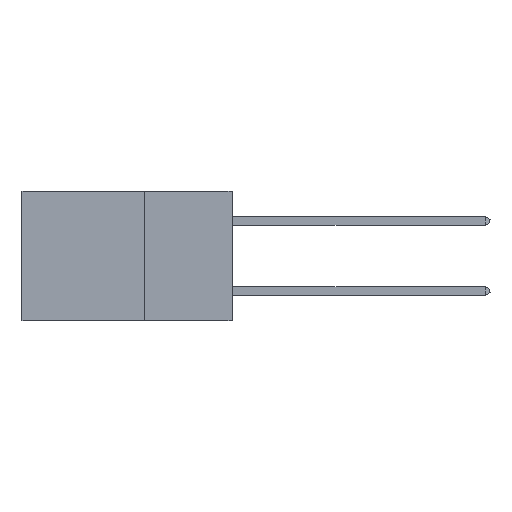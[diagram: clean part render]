
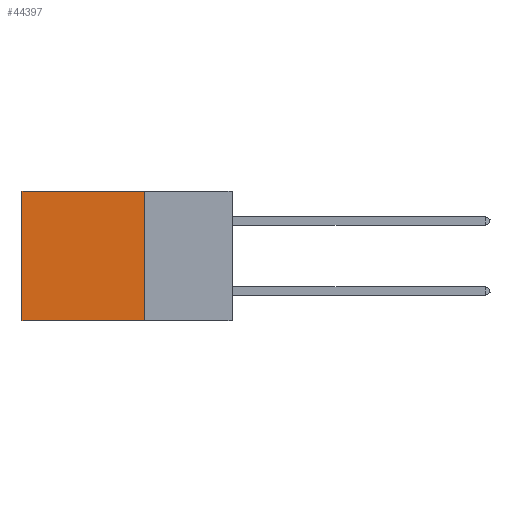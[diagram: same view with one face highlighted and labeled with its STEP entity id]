
A CAD part, left-side view. The second image highlights one B-rep face of the part: STEP entity #44397.
In plain terms, the highlighted planar face has unit normal (-1, 0, 0).
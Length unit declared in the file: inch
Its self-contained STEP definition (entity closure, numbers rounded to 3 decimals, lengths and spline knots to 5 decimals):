
#1385 = ORIENTED_EDGE ( 'NONE', *, *, #28239, .F. ) ;
#2339 = VERTEX_POINT ( 'NONE', #11335 ) ;
#2452 = CARTESIAN_POINT ( 'NONE',  ( 0.2875, 0.25, 0. ) ) ;
#4300 = ORIENTED_EDGE ( 'NONE', *, *, #22450, .T. ) ;
#4379 = VERTEX_POINT ( 'NONE', #6048 ) ;
#5911 = PLANE ( 'NONE',  #9376 ) ;
#6048 = CARTESIAN_POINT ( 'NONE',  ( 0.2875, 0.25, 0. ) ) ;
#7305 = LINE ( 'NONE', #25290, #34231 ) ;
#9376 = AXIS2_PLACEMENT_3D ( 'NONE', #2452, #27688, #17199 ) ;
#10971 = EDGE_CURVE ( 'NONE', #42690, #18012, #41380, .T. ) ;
#11335 = CARTESIAN_POINT ( 'NONE',  ( 0.2875, 0.25, -0.37 ) ) ;
#12741 = VECTOR ( 'NONE', #43370, 39.37008 ) ;
#13897 = EDGE_LOOP ( 'NONE', ( #38012, #23277, #1385, #4300 ) ) ;
#14447 = LINE ( 'NONE', #23893, #46430 ) ;
#14468 = DIRECTION ( 'NONE',  ( 0., 0., -1. ) ) ;
#15598 = VECTOR ( 'NONE', #32081, 39.37008 ) ;
#17199 = DIRECTION ( 'NONE',  ( 0., 0., -1. ) ) ;
#18012 = VERTEX_POINT ( 'NONE', #36462 ) ;
#22450 = EDGE_CURVE ( 'NONE', #4379, #42690, #32432, .T. ) ;
#23277 = ORIENTED_EDGE ( 'NONE', *, *, #33012, .F. ) ;
#23893 = CARTESIAN_POINT ( 'NONE',  ( 0.2875, 0.25, -0.37 ) ) ;
#25290 = CARTESIAN_POINT ( 'NONE',  ( 0.2875, 0.25, 0. ) ) ;
#27688 = DIRECTION ( 'NONE',  ( 1., 0., 0. ) ) ;
#28239 = EDGE_CURVE ( 'NONE', #4379, #2339, #7305, .T. ) ;
#29053 = CARTESIAN_POINT ( 'NONE',  ( 0.2875, 0.6, 0. ) ) ;
#32081 = DIRECTION ( 'NONE',  ( 0., 1., 0. ) ) ;
#32432 = LINE ( 'NONE', #46311, #15598 ) ;
#33012 = EDGE_CURVE ( 'NONE', #2339, #18012, #14447, .T. ) ;
#34231 = VECTOR ( 'NONE', #14468, 39.37008 ) ;
#36333 = FACE_OUTER_BOUND ( 'NONE', #13897, .T. ) ;
#36462 = CARTESIAN_POINT ( 'NONE',  ( 0.2875, 0.6, -0.37 ) ) ;
#38012 = ORIENTED_EDGE ( 'NONE', *, *, #10971, .T. ) ;
#41380 = LINE ( 'NONE', #29053, #12741 ) ;
#42207 = CARTESIAN_POINT ( 'NONE',  ( 0.2875, 0.6, 0. ) ) ;
#42690 = VERTEX_POINT ( 'NONE', #42207 ) ;
#43370 = DIRECTION ( 'NONE',  ( 0., 0., -1. ) ) ;
#44397 = ADVANCED_FACE ( 'NONE', ( #36333 ), #5911, .F. ) ;
#45224 = DIRECTION ( 'NONE',  ( 0., 1., 0. ) ) ;
#46311 = CARTESIAN_POINT ( 'NONE',  ( 0.2875, 0.25, 0. ) ) ;
#46430 = VECTOR ( 'NONE', #45224, 39.37008 ) ;
